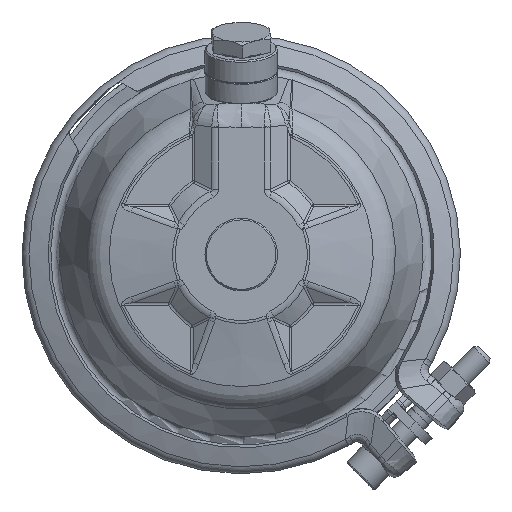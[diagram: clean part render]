
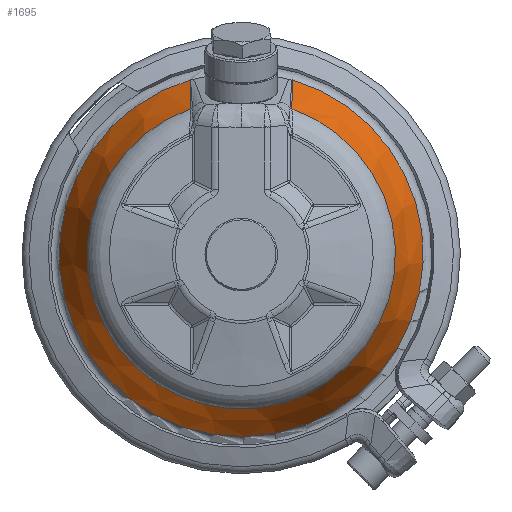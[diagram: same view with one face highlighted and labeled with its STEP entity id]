
A CAD part, left-side view. The second image highlights one B-rep face of the part: STEP entity #1695.
In plain terms, the highlighted conical face has half-angle 23 degrees and reference radius 51.039 mm.
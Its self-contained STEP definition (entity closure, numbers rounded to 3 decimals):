
#1695 = ADVANCED_FACE( '', ( #3623 ), #3624, .T. );
#3623 = FACE_OUTER_BOUND( '', #112282, .T. );
#3624 = CONICAL_SURFACE( '', #112283, 51.039, 0.401 );
#112282 = EDGE_LOOP( '', ( #122011, #122012, #122013, #122014 ) );
#112283 = AXIS2_PLACEMENT_3D( '', #122015, #122016, #122017 );
#122011 = ORIENTED_EDGE( '', *, *, #123355, .F. );
#122012 = ORIENTED_EDGE( '', *, *, #125225, .T. );
#122013 = ORIENTED_EDGE( '', *, *, #124847, .T. );
#122014 = ORIENTED_EDGE( '', *, *, #123573, .F. );
#122015 = CARTESIAN_POINT( '', ( -23.172, 0., 0. ) );
#122016 = DIRECTION( '', ( 1., 0., 0. ) );
#122017 = DIRECTION( '', ( 0., 0., 1. ) );
#123355 = EDGE_CURVE( '', #125619, #125621, #125622, .T. );
#123573 = EDGE_CURVE( '', #125621, #125997, #126001, .T. );
#124847 = EDGE_CURVE( '', #126815, #125997, #127919, .T. );
#125225 = EDGE_CURVE( '', #125619, #126815, #128381, .T. );
#125619 = VERTEX_POINT( '', #128961 );
#125621 = VERTEX_POINT( '', #128980 );
#125622 = B_SPLINE_CURVE_WITH_KNOTS( '', 5, ( #128981, #128982, #128983, #128984, #128985, #128986 ), .UNSPECIFIED., .F., .F., ( 6, 6 ), ( 0., 1. ), .UNSPECIFIED. );
#125997 = VERTEX_POINT( '', #132006 );
#126001 = CIRCLE( '', #132036, 51.039 );
#126815 = VERTEX_POINT( '', #135331 );
#127919 = B_SPLINE_CURVE_WITH_KNOTS( '', 5, ( #139741, #139742, #139743, #139744, #139745, #139746 ), .UNSPECIFIED., .F., .F., ( 6, 6 ), ( -51.794, -18.104 ), .UNSPECIFIED. );
#128381 = CIRCLE( '', #142097, 60.199 );
#128961 = CARTESIAN_POINT( '', ( -1.593, 16.848, 57.793 ) );
#128980 = CARTESIAN_POINT( '', ( -23.172, 16.78, 48.201 ) );
#128981 = CARTESIAN_POINT( '', ( -1.593, 16.848, 57.793 ) );
#128982 = CARTESIAN_POINT( '', ( -5.928, 16.836, 55.88 ) );
#128983 = CARTESIAN_POINT( '', ( -10.255, 16.824, 53.964 ) );
#128984 = CARTESIAN_POINT( '', ( -14.572, 16.811, 52.046 ) );
#128985 = CARTESIAN_POINT( '', ( -18.879, 16.796, 50.125 ) );
#128986 = CARTESIAN_POINT( '', ( -23.172, 16.78, 48.201 ) );
#132006 = CARTESIAN_POINT( '', ( -23.172, -16.78, 48.201 ) );
#132036 = AXIS2_PLACEMENT_3D( '', #143126, #143127, #143128 );
#135331 = CARTESIAN_POINT( '', ( -1.593, -16.848, 57.793 ) );
#139741 = CARTESIAN_POINT( '', ( -1.593, -16.848, 57.793 ) );
#139742 = CARTESIAN_POINT( '', ( -5.928, -16.836, 55.88 ) );
#139743 = CARTESIAN_POINT( '', ( -10.255, -16.824, 53.964 ) );
#139744 = CARTESIAN_POINT( '', ( -14.572, -16.811, 52.046 ) );
#139745 = CARTESIAN_POINT( '', ( -18.879, -16.796, 50.125 ) );
#139746 = CARTESIAN_POINT( '', ( -23.172, -16.78, 48.201 ) );
#142097 = AXIS2_PLACEMENT_3D( '', #144085, #144086, #144087 );
#143126 = CARTESIAN_POINT( '', ( -23.172, 0., 0. ) );
#143127 = DIRECTION( '', ( -1., 0., 0. ) );
#143128 = DIRECTION( '', ( 0., 0., 1. ) );
#144085 = CARTESIAN_POINT( '', ( -1.593, 0., 0. ) );
#144086 = DIRECTION( '', ( -1., 0., 0. ) );
#144087 = DIRECTION( '', ( 0., 0., 1. ) );
